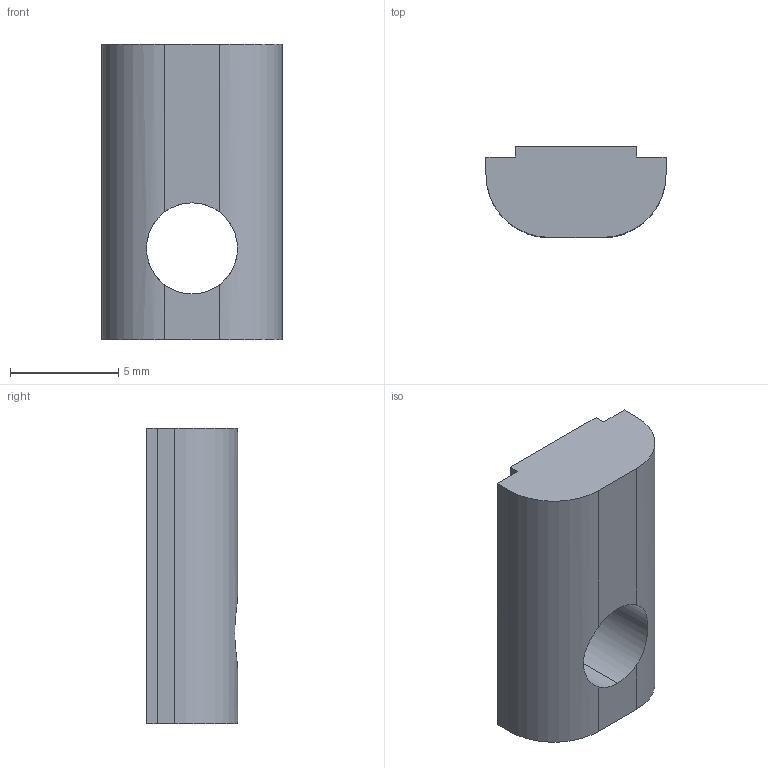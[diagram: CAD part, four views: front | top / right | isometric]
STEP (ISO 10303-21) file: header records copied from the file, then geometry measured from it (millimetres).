
FILE_DESCRIPTION (( 'STEP AP203' ), '1' );
FILE_NAME ('Spring Loaded Tee Nut.step', '2015-07-29T19:37:10', ( '' ), ( '' ), 'SwSTEP 2.0', 'SolidWorks 2014', '' );
FILE_SCHEMA (( 'CONFIG_CONTROL_DESIGN' ));
Length unit declared in the file: millimetre
Products named in the file (1): Spring Loaded Tee Nut
Bounding box: 8.3 x 4.2 x 13.6 mm (x, y, z)
Volume: 348.6 mm3; surface area: 393.1 mm2
Topology: 1 solids, 1 shells, 15 faces, 42 edges, 28 vertices
Faces by surface type: plane 11, cylinder 4
Entity records: 593 total; most frequent: CARTESIAN_POINT 116, ORIENTED_EDGE 84, DIRECTION 82, EDGE_CURVE 42, VECTOR 30, LINE 30, VERTEX_POINT 28, AXIS2_PLACEMENT_3D 26
